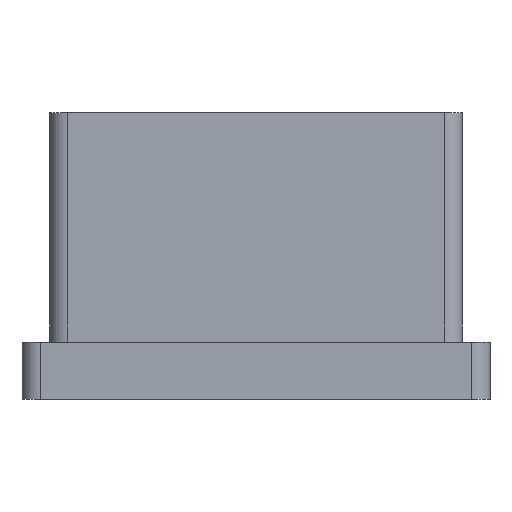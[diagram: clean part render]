
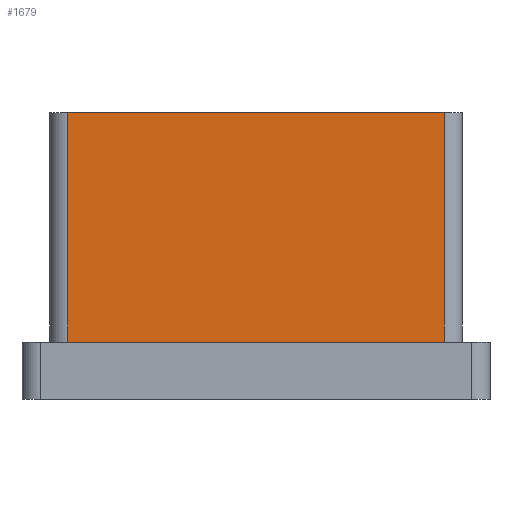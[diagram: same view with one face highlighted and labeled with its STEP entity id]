
A CAD part, left-side view. The second image highlights one B-rep face of the part: STEP entity #1679.
In plain terms, the highlighted planar face has unit normal (-1, 0, 0).
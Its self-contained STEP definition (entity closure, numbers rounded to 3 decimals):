
#115=PLANE('',#1842);
#169=FACE_OUTER_BOUND('',#273,.T.);
#273=EDGE_LOOP('',(#1281,#1282,#1283,#1284));
#419=LINE('',#2574,#559);
#420=LINE('',#2576,#560);
#421=LINE('',#2578,#561);
#422=LINE('',#2579,#562);
#559=VECTOR('',#2141,10.414);
#560=VECTOR('',#2142,6.35);
#561=VECTOR('',#2143,10.414);
#562=VECTOR('',#2144,6.35);
#786=VERTEX_POINT('',#2572);
#787=VERTEX_POINT('',#2573);
#788=VERTEX_POINT('',#2575);
#789=VERTEX_POINT('',#2577);
#980=EDGE_CURVE('',#786,#787,#419,.T.);
#981=EDGE_CURVE('',#787,#788,#420,.T.);
#982=EDGE_CURVE('',#789,#788,#421,.T.);
#983=EDGE_CURVE('',#789,#786,#422,.T.);
#1281=ORIENTED_EDGE('',*,*,#980,.T.);
#1282=ORIENTED_EDGE('',*,*,#981,.T.);
#1283=ORIENTED_EDGE('',*,*,#982,.F.);
#1284=ORIENTED_EDGE('',*,*,#983,.T.);
#1679=ADVANCED_FACE('',(#169),#115,.T.);
#1842=AXIS2_PLACEMENT_3D('',#2571,#2139,#2140);
#2139=DIRECTION('center_axis',(-1.,0.,0.));
#2140=DIRECTION('ref_axis',(0.,-1.,0.));
#2141=DIRECTION('',(0.,-1.,0.));
#2142=DIRECTION('',(0.,0.,1.));
#2143=DIRECTION('',(0.,-1.,0.));
#2144=DIRECTION('',(0.,0.,-1.));
#2571=CARTESIAN_POINT('Origin',(-5.715,5.715,-4.572));
#2572=CARTESIAN_POINT('',(-5.715,5.207,-4.572));
#2573=CARTESIAN_POINT('',(-5.715,-5.207,-4.572));
#2574=CARTESIAN_POINT('',(-5.715,5.207,-4.572));
#2575=CARTESIAN_POINT('',(-5.715,-5.207,1.778));
#2576=CARTESIAN_POINT('',(-5.715,-5.207,-4.572));
#2577=CARTESIAN_POINT('',(-5.715,5.207,1.778));
#2578=CARTESIAN_POINT('',(-5.715,5.207,1.778));
#2579=CARTESIAN_POINT('',(-5.715,5.207,1.778));
